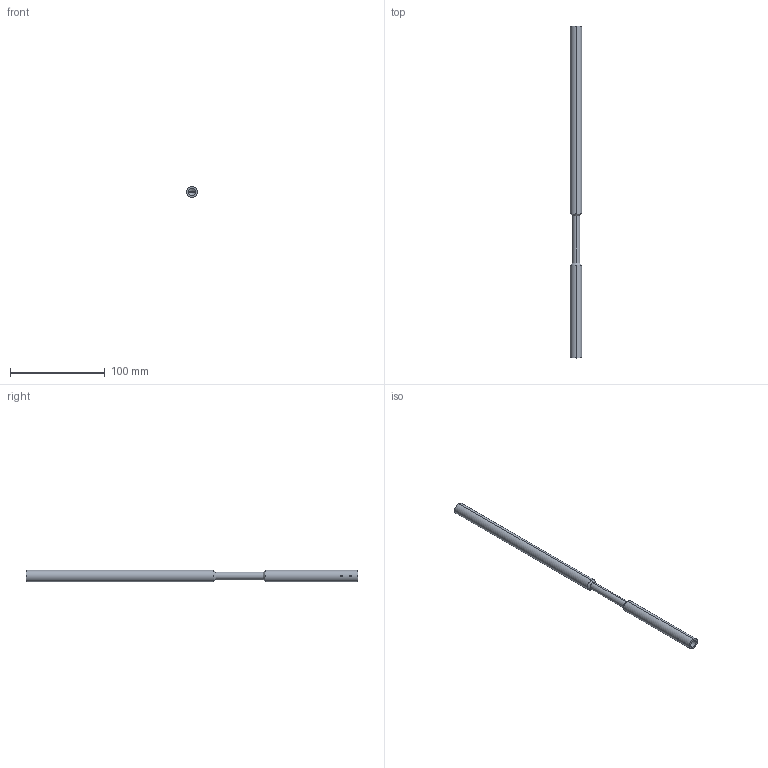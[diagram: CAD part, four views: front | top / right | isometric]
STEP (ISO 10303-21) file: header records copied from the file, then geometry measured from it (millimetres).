
FILE_DESCRIPTION (( 'STEP AP214' ), '1' );
FILE_NAME ('MINT032-M-1004.ipt.STEP', '2025-02-26T10:18:29', ( '' ), ( '' ), 'SwSTEP 2.0', 'SolidWorks 2025', '' );
FILE_SCHEMA (( 'AUTOMOTIVE_DESIGN' ));
Length unit declared in the file: millimetre
Products named in the file (1): MINT032-M-1004.ipt
Bounding box: 12 x 350 x 12 mm (x, y, z)
Volume: 35428 mm3; surface area: 13271 mm2
Topology: 1 solids, 1 shells, 24 faces, 58 edges, 31 vertices
Faces by surface type: cylinder 16, cone 6, plane 2
Entity records: 971 total; most frequent: CARTESIAN_POINT 412, ORIENTED_EDGE 112, DIRECTION 106, EDGE_CURVE 56, AXIS2_PLACEMENT_3D 41, VERTEX_POINT 31, EDGE_LOOP 29, VECTOR 24
